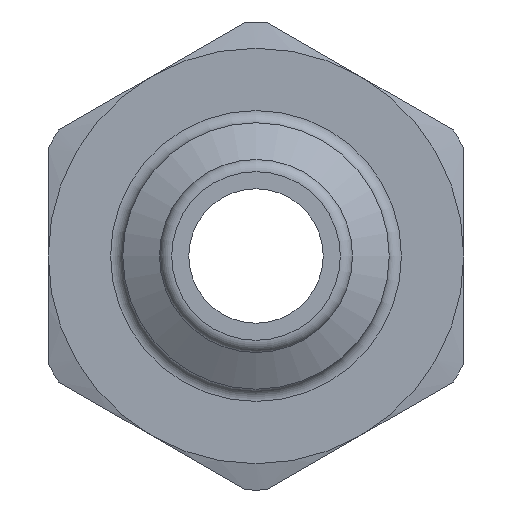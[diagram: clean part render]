
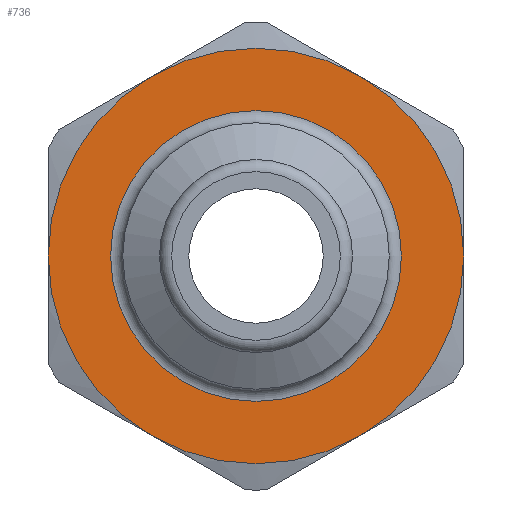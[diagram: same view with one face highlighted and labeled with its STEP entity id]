
A CAD part, left-side view. The second image highlights one B-rep face of the part: STEP entity #736.
In plain terms, the highlighted planar face has unit normal (-1, 0, 0).
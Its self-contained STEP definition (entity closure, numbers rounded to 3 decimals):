
#15=FACE_BOUND('',#188,.T.);
#52=CIRCLE('',#810,8.5);
#53=CIRCLE('',#812,8.5);
#54=CIRCLE('',#814,8.5);
#55=CIRCLE('',#816,8.5);
#56=CIRCLE('',#818,8.5);
#59=CIRCLE('',#823,5.95);
#60=CIRCLE('',#824,5.95);
#65=CIRCLE('',#831,8.5);
#143=FACE_OUTER_BOUND('',#187,.T.);
#187=EDGE_LOOP('',(#587,#588,#589,#590,#591,#592));
#188=EDGE_LOOP('',(#593,#594));
#285=VERTEX_POINT('',#1135);
#291=VERTEX_POINT('',#1156);
#297=VERTEX_POINT('',#1177);
#303=VERTEX_POINT('',#1198);
#309=VERTEX_POINT('',#1219);
#319=VERTEX_POINT('',#1280);
#322=VERTEX_POINT('',#1301);
#323=VERTEX_POINT('',#1303);
#410=EDGE_CURVE('',#285,#319,#52,.T.);
#413=EDGE_CURVE('',#319,#309,#53,.T.);
#414=EDGE_CURVE('',#309,#303,#54,.T.);
#415=EDGE_CURVE('',#303,#297,#55,.T.);
#416=EDGE_CURVE('',#297,#291,#56,.T.);
#419=EDGE_CURVE('',#322,#323,#59,.T.);
#420=EDGE_CURVE('',#323,#322,#60,.T.);
#426=EDGE_CURVE('',#291,#285,#65,.T.);
#587=ORIENTED_EDGE('',*,*,#413,.F.);
#588=ORIENTED_EDGE('',*,*,#410,.F.);
#589=ORIENTED_EDGE('',*,*,#426,.F.);
#590=ORIENTED_EDGE('',*,*,#416,.F.);
#591=ORIENTED_EDGE('',*,*,#415,.F.);
#592=ORIENTED_EDGE('',*,*,#414,.F.);
#593=ORIENTED_EDGE('',*,*,#420,.F.);
#594=ORIENTED_EDGE('',*,*,#419,.F.);
#707=PLANE('',#830);
#736=ADVANCED_FACE('',(#143,#15),#707,.T.);
#810=AXIS2_PLACEMENT_3D('',#1281,#968,#969);
#812=AXIS2_PLACEMENT_3D('',#1289,#972,#973);
#814=AXIS2_PLACEMENT_3D('',#1291,#976,#977);
#816=AXIS2_PLACEMENT_3D('',#1293,#980,#981);
#818=AXIS2_PLACEMENT_3D('',#1295,#984,#985);
#823=AXIS2_PLACEMENT_3D('',#1304,#994,#995);
#824=AXIS2_PLACEMENT_3D('',#1305,#996,#997);
#830=AXIS2_PLACEMENT_3D('',#1315,#1009,#1010);
#831=AXIS2_PLACEMENT_3D('',#1316,#1011,#1012);
#968=DIRECTION('center_axis',(1.,0.,0.));
#969=DIRECTION('ref_axis',(0.,1.,0.));
#972=DIRECTION('center_axis',(1.,0.,0.));
#973=DIRECTION('ref_axis',(0.,1.,0.));
#976=DIRECTION('center_axis',(1.,0.,0.));
#977=DIRECTION('ref_axis',(0.,1.,0.));
#980=DIRECTION('center_axis',(1.,0.,0.));
#981=DIRECTION('ref_axis',(0.,1.,0.));
#984=DIRECTION('center_axis',(1.,0.,0.));
#985=DIRECTION('ref_axis',(0.,1.,0.));
#994=DIRECTION('center_axis',(-1.,0.,0.));
#995=DIRECTION('ref_axis',(0.,-1.,0.));
#996=DIRECTION('center_axis',(-1.,0.,0.));
#997=DIRECTION('ref_axis',(0.,-1.,0.));
#1009=DIRECTION('center_axis',(-1.,0.,0.));
#1010=DIRECTION('ref_axis',(0.,0.,1.));
#1011=DIRECTION('center_axis',(1.,0.,0.));
#1012=DIRECTION('ref_axis',(0.,1.,0.));
#1135=CARTESIAN_POINT('',(22.,4.25,-7.361));
#1156=CARTESIAN_POINT('',(22.,-4.25,-7.361));
#1177=CARTESIAN_POINT('',(22.,-8.5,0.));
#1198=CARTESIAN_POINT('',(22.,-4.25,7.361));
#1219=CARTESIAN_POINT('',(22.,4.25,7.361));
#1280=CARTESIAN_POINT('',(22.,8.5,0.));
#1281=CARTESIAN_POINT('Origin',(22.,0.,0.));
#1289=CARTESIAN_POINT('Origin',(22.,0.,0.));
#1291=CARTESIAN_POINT('Origin',(22.,0.,0.));
#1293=CARTESIAN_POINT('Origin',(22.,0.,0.));
#1295=CARTESIAN_POINT('Origin',(22.,0.,0.));
#1301=CARTESIAN_POINT('',(22.,0.,5.95));
#1303=CARTESIAN_POINT('',(22.,5.95,0.));
#1304=CARTESIAN_POINT('Origin',(22.,0.,0.));
#1305=CARTESIAN_POINT('Origin',(22.,0.,0.));
#1315=CARTESIAN_POINT('Origin',(22.,6.975,0.));
#1316=CARTESIAN_POINT('Origin',(22.,0.,0.));
